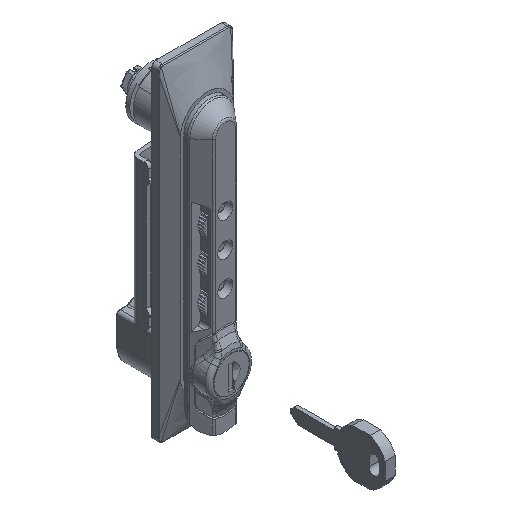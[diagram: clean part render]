
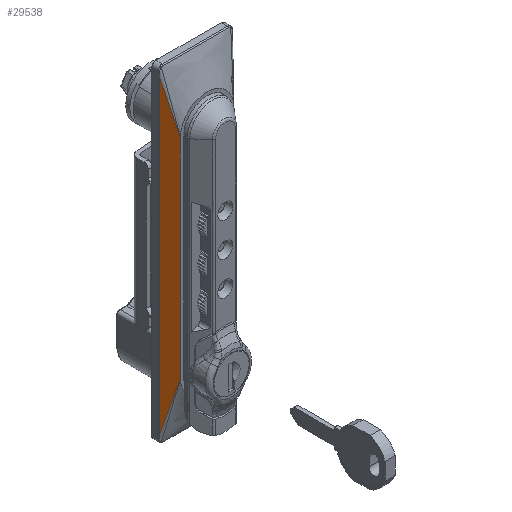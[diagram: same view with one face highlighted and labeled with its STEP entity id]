
A CAD part, isometric view. The second image highlights one B-rep face of the part: STEP entity #29538.
In plain terms, the highlighted free-form (B-spline) face has degree [1, 1] with [2, 2] control points.
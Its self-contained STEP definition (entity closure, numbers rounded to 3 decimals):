
#24776=CARTESIAN_POINT('',(-13.045,-9.05,0.185));
#24777=VERTEX_POINT('',#24776);
#24784=CARTESIAN_POINT('',(-13.045,-9.05,-101.63));
#24785=VERTEX_POINT('',#24784);
#24786=CARTESIAN_POINT('',(-13.045,-9.05,-101.63));
#24787=CARTESIAN_POINT('',(-13.045,-9.05,0.185));
#24788=QUASI_UNIFORM_CURVE('',1,(#24786,#24787),.UNSPECIFIED.,.F.,.U.);
#24789=EDGE_CURVE('',#24785,#24777,#24788,.T.);
#25421=CARTESIAN_POINT('',(-17.872,-3.67,-125.834));
#25422=VERTEX_POINT('',#25421);
#25469=CARTESIAN_POINT('',(-17.872,-3.67,25.633));
#25470=VERTEX_POINT('',#25469);
#25486=CARTESIAN_POINT('',(-17.872,-3.67,25.633));
#25487=CARTESIAN_POINT('',(-17.872,-3.67,-125.834));
#25488=QUASI_UNIFORM_CURVE('',1,(#25486,#25487),.UNSPECIFIED.,.F.,.U.);
#25489=EDGE_CURVE('',#25470,#25422,#25488,.T.);
#27016=CARTESIAN_POINT('',(-17.872,-3.67,-125.834));
#27017=CARTESIAN_POINT('',(-17.5,-4.085,-123.803));
#27018=CARTESIAN_POINT('',(-17.125,-4.503,-121.774));
#27019=CARTESIAN_POINT('',(-16.366,-5.349,-117.72));
#27020=CARTESIAN_POINT('',(-15.982,-5.777,-115.694));
#27021=CARTESIAN_POINT('',(-15.393,-6.433,-112.662));
#27022=CARTESIAN_POINT('',(-15.195,-6.654,-111.652));
#27023=CARTESIAN_POINT('',(-14.792,-7.103,-109.635));
#27024=CARTESIAN_POINT('',(-14.588,-7.331,-108.627));
#27025=CARTESIAN_POINT('',(-14.17,-7.796,-106.617));
#27026=CARTESIAN_POINT('',(-13.957,-8.034,-105.614));
#27027=CARTESIAN_POINT('',(-13.626,-8.402,-104.114));
#27028=CARTESIAN_POINT('',(-13.514,-8.527,-103.615));
#27029=CARTESIAN_POINT('',(-13.284,-8.783,-102.62));
#27030=CARTESIAN_POINT('',(-13.167,-8.914,-102.124));
#27031=CARTESIAN_POINT('',(-13.045,-9.05,-101.63));
#27032=B_SPLINE_CURVE_WITH_KNOTS('',3,(#27016,#27017,#27018,#27019,#27020,#27021,#27022,#27023,#27024,#27025,#27026,#27027,#27028,#27029,#27030,#27031),.UNSPECIFIED.,.F.,.U.,(4,2,2,2,2,2,2,4),(0.0,0.25,0.5,0.625,0.75,0.875,0.938,1.0),.UNSPECIFIED.);
#27033=EDGE_CURVE('',#25422,#24785,#27032,.T.);
#27321=CARTESIAN_POINT('',(-13.045,-9.05,0.185));
#27322=CARTESIAN_POINT('',(-13.107,-8.98,0.444));
#27323=CARTESIAN_POINT('',(-13.168,-8.913,0.704));
#27324=CARTESIAN_POINT('',(-13.288,-8.779,1.226));
#27325=CARTESIAN_POINT('',(-13.346,-8.714,1.487));
#27326=CARTESIAN_POINT('',(-13.52,-8.52,2.272));
#27327=CARTESIAN_POINT('',(-13.633,-8.395,2.797));
#27328=CARTESIAN_POINT('',(-13.965,-8.025,4.375));
#27329=CARTESIAN_POINT('',(-14.178,-7.787,5.43));
#27330=CARTESIAN_POINT('',(-14.595,-7.322,7.544));
#27331=CARTESIAN_POINT('',(-14.799,-7.095,8.604));
#27332=CARTESIAN_POINT('',(-15.201,-6.647,10.725));
#27333=CARTESIAN_POINT('',(-15.399,-6.427,11.787));
#27334=CARTESIAN_POINT('',(-15.986,-5.772,14.976));
#27335=CARTESIAN_POINT('',(-16.369,-5.345,17.105));
#27336=CARTESIAN_POINT('',(-17.126,-4.501,21.367));
#27337=CARTESIAN_POINT('',(-17.501,-4.084,23.5));
#27338=CARTESIAN_POINT('',(-17.872,-3.67,25.633));
#27339=B_SPLINE_CURVE_WITH_KNOTS('',3,(#27321,#27322,#27323,#27324,#27325,#27326,#27327,#27328,#27329,#27330,#27331,#27332,#27333,#27334,#27335,#27336,#27337,#27338),.UNSPECIFIED.,.F.,.U.,(4,2,2,2,2,2,2,2,4),(0.0,0.031,0.063,0.125,0.25,0.375,0.5,0.75,1.0),.UNSPECIFIED.);
#27340=EDGE_CURVE('',#24777,#25470,#27339,.T.);
#29527=CARTESIAN_POINT('',(-18.113,-3.401,-133.399));
#29528=CARTESIAN_POINT('',(-12.804,-9.319,-133.399));
#29529=CARTESIAN_POINT('',(-18.113,-3.401,33.199));
#29530=CARTESIAN_POINT('',(-12.804,-9.319,33.199));
#29531=B_SPLINE_SURFACE_WITH_KNOTS('',1,1,((#29527,#29529),(#29528,#29530)),.UNSPECIFIED.,.F.,.F.,.U.,(2,2),(2,2),(0.0,7.95),(0.0,166.598),.UNSPECIFIED.);
#29532=ORIENTED_EDGE('',*,*,#27033,.T.);
#29533=ORIENTED_EDGE('',*,*,#24789,.T.);
#29534=ORIENTED_EDGE('',*,*,#27340,.T.);
#29535=ORIENTED_EDGE('',*,*,#25489,.T.);
#29536=EDGE_LOOP('',(#29532,#29533,#29534,#29535));
#29537=FACE_OUTER_BOUND('',#29536,.T.);
#29538=ADVANCED_FACE('',(#29537),#29531,.T.);
